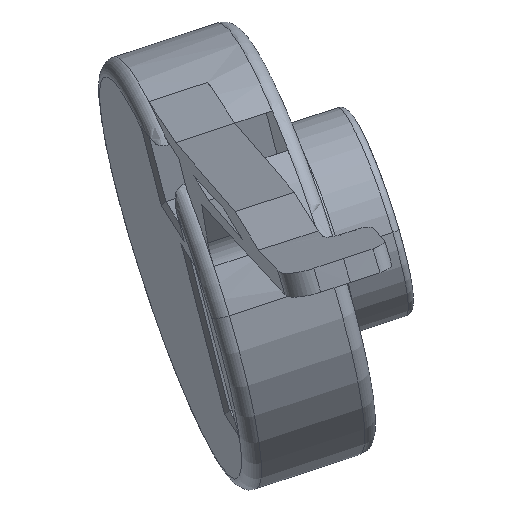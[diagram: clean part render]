
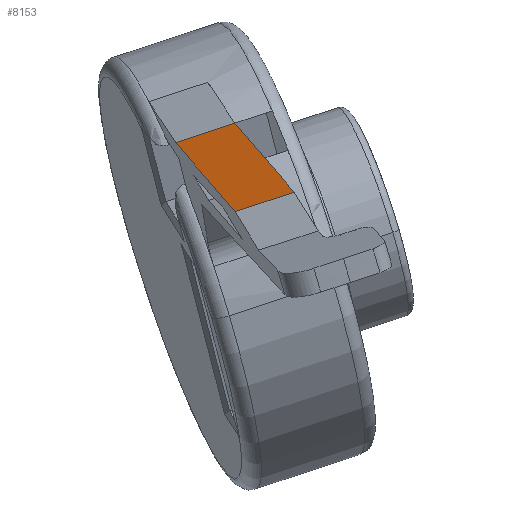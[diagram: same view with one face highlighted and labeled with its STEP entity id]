
A CAD part, left-side view. The second image highlights one B-rep face of the part: STEP entity #8153.
In plain terms, the highlighted planar face has unit normal (-0.294, 0.262, 0.919).
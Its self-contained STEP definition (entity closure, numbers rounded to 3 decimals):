
#5139 = PLANE('',#5140);
#5140 = AXIS2_PLACEMENT_3D('',#5141,#5142,#5143);
#5141 = CARTESIAN_POINT('',(5.051,6.201,
    -2.746));
#5142 = DIRECTION('',(0.129,-0.942,0.31));
#5143 = DIRECTION('',(0.963,0.193,0.188));
#5259 = PLANE('',#5260);
#5260 = AXIS2_PLACEMENT_3D('',#5261,#5262,#5263);
#5261 = CARTESIAN_POINT('',(-3.696,4.753,
    9.405));
#5262 = DIRECTION('',(-0.426,0.229,0.875));
#5263 = DIRECTION('',(-0.896,-0.245,-0.371));
#5310 = PLANE('',#5311);
#5311 = AXIS2_PLACEMENT_3D('',#5312,#5313,#5314);
#5312 = CARTESIAN_POINT('',(5.566,2.433,
    -1.508));
#5313 = DIRECTION('',(0.129,-0.942,0.31));
#5314 = DIRECTION('',(0.963,0.193,0.188));
#6826 = VERTEX_POINT('',#6827);
#6827 = CARTESIAN_POINT('',(-10.503,6.804,
    5.557));
#6848 = EDGE_CURVE('',#6849,#6826,#6851,.T.);
#6849 = VERTEX_POINT('',#6850);
#6850 = CARTESIAN_POINT('',(-27.586,3.028,
    1.172));
#6851 = SURFACE_CURVE('',#6852,(#6856,#6863),.PCURVE_S1.);
#6852 = LINE('',#6853,#6854);
#6853 = CARTESIAN_POINT('',(-27.586,3.028,
    1.172));
#6854 = VECTOR('',#6855,1.);
#6855 = DIRECTION('',(0.947,0.209,0.243));
#6856 = PCURVE('',#5139,#6857);
#6857 = DEFINITIONAL_REPRESENTATION('',(#6858),#6862);
#6858 = LINE('',#6859,#6860);
#6859 = CARTESIAN_POINT('',(-31.307,10.511));
#6860 = VECTOR('',#6861,1.);
#6861 = DIRECTION('',(0.998,0.06));
#6862 = ( GEOMETRIC_REPRESENTATION_CONTEXT(2) 
PARAMETRIC_REPRESENTATION_CONTEXT() REPRESENTATION_CONTEXT('2D SPACE',''
  ) );
#6863 = PCURVE('',#6864,#6869);
#6864 = PLANE('',#6865);
#6865 = AXIS2_PLACEMENT_3D('',#6866,#6867,#6868);
#6866 = CARTESIAN_POINT('',(-9.987,3.035,
    6.795));
#6867 = DIRECTION('',(-0.294,0.262,0.919));
#6868 = DIRECTION('',(-0.947,-0.209,-0.243));
#6869 = DEFINITIONAL_REPRESENTATION('',(#6870),#6874);
#6870 = LINE('',#6871,#6872);
#6871 = CARTESIAN_POINT('',(18.037,-4.));
#6872 = VECTOR('',#6873,1.);
#6873 = DIRECTION('',(-1.,0.));
#6874 = ( GEOMETRIC_REPRESENTATION_CONTEXT(2) 
PARAMETRIC_REPRESENTATION_CONTEXT() REPRESENTATION_CONTEXT('2D SPACE',''
  ) );
#6892 = PLANE('',#6893);
#6893 = AXIS2_PLACEMENT_3D('',#6894,#6895,#6896);
#6894 = CARTESIAN_POINT('',(-32.232,-2.257,
    -0.057));
#6895 = DIRECTION('',(-0.472,0.216,0.855));
#6896 = DIRECTION('',(-0.872,-0.256,-0.417));
#8110 = EDGE_CURVE('',#6849,#8111,#8113,.T.);
#8111 = VERTEX_POINT('',#8112);
#8112 = CARTESIAN_POINT('',(-27.071,-0.74,
    2.41));
#8113 = SURFACE_CURVE('',#8114,(#8118,#8125),.PCURVE_S1.);
#8114 = LINE('',#8115,#8116);
#8115 = CARTESIAN_POINT('',(-27.586,3.028,
    1.172));
#8116 = VECTOR('',#8117,1.);
#8117 = DIRECTION('',(0.129,-0.942,0.31));
#8118 = PCURVE('',#6892,#8119);
#8119 = DEFINITIONAL_REPRESENTATION('',(#8120),#8124);
#8120 = LINE('',#8121,#8122);
#8121 = CARTESIAN_POINT('',(-5.919,-4.));
#8122 = VECTOR('',#8123,1.);
#8123 = DIRECTION('',(0.,1.));
#8124 = ( GEOMETRIC_REPRESENTATION_CONTEXT(2) 
PARAMETRIC_REPRESENTATION_CONTEXT() REPRESENTATION_CONTEXT('2D SPACE',''
  ) );
#8125 = PCURVE('',#6864,#8126);
#8126 = DEFINITIONAL_REPRESENTATION('',(#8127),#8131);
#8127 = LINE('',#8128,#8129);
#8128 = CARTESIAN_POINT('',(18.037,-4.));
#8129 = VECTOR('',#8130,1.);
#8130 = DIRECTION('',(0.,1.));
#8131 = ( GEOMETRIC_REPRESENTATION_CONTEXT(2) 
PARAMETRIC_REPRESENTATION_CONTEXT() REPRESENTATION_CONTEXT('2D SPACE',''
  ) );
#8153 = ADVANCED_FACE('',(#8154),#6864,.T.);
#8154 = FACE_BOUND('',#8155,.F.);
#8155 = EDGE_LOOP('',(#8156,#8157,#8180,#8201));
#8156 = ORIENTED_EDGE('',*,*,#6848,.T.);
#8157 = ORIENTED_EDGE('',*,*,#8158,.T.);
#8158 = EDGE_CURVE('',#6826,#8159,#8161,.T.);
#8159 = VERTEX_POINT('',#8160);
#8160 = CARTESIAN_POINT('',(-9.987,3.035,
    6.795));
#8161 = SURFACE_CURVE('',#8162,(#8166,#8173),.PCURVE_S1.);
#8162 = LINE('',#8163,#8164);
#8163 = CARTESIAN_POINT('',(-10.503,6.804,
    5.557));
#8164 = VECTOR('',#8165,1.);
#8165 = DIRECTION('',(0.129,-0.942,0.31));
#8166 = PCURVE('',#6864,#8167);
#8167 = DEFINITIONAL_REPRESENTATION('',(#8168),#8172);
#8168 = LINE('',#8169,#8170);
#8169 = CARTESIAN_POINT('',(0.,-4.));
#8170 = VECTOR('',#8171,1.);
#8171 = DIRECTION('',(0.,1.));
#8172 = ( GEOMETRIC_REPRESENTATION_CONTEXT(2) 
PARAMETRIC_REPRESENTATION_CONTEXT() REPRESENTATION_CONTEXT('2D SPACE',''
  ) );
#8173 = PCURVE('',#5259,#8174);
#8174 = DEFINITIONAL_REPRESENTATION('',(#8175),#8179);
#8175 = LINE('',#8176,#8177);
#8176 = CARTESIAN_POINT('',(7.024,-4.));
#8177 = VECTOR('',#8178,1.);
#8178 = DIRECTION('',(0.,1.));
#8179 = ( GEOMETRIC_REPRESENTATION_CONTEXT(2) 
PARAMETRIC_REPRESENTATION_CONTEXT() REPRESENTATION_CONTEXT('2D SPACE',''
  ) );
#8180 = ORIENTED_EDGE('',*,*,#8181,.T.);
#8181 = EDGE_CURVE('',#8159,#8111,#8182,.T.);
#8182 = SURFACE_CURVE('',#8183,(#8187,#8194),.PCURVE_S1.);
#8183 = LINE('',#8184,#8185);
#8184 = CARTESIAN_POINT('',(-9.987,3.035,
    6.795));
#8185 = VECTOR('',#8186,1.);
#8186 = DIRECTION('',(-0.947,-0.209,-0.243));
#8187 = PCURVE('',#6864,#8188);
#8188 = DEFINITIONAL_REPRESENTATION('',(#8189),#8193);
#8189 = LINE('',#8190,#8191);
#8190 = CARTESIAN_POINT('',(0.,0.));
#8191 = VECTOR('',#8192,1.);
#8192 = DIRECTION('',(1.,0.));
#8193 = ( GEOMETRIC_REPRESENTATION_CONTEXT(2) 
PARAMETRIC_REPRESENTATION_CONTEXT() REPRESENTATION_CONTEXT('2D SPACE',''
  ) );
#8194 = PCURVE('',#5310,#8195);
#8195 = DEFINITIONAL_REPRESENTATION('',(#8196),#8200);
#8196 = LINE('',#8197,#8198);
#8197 = CARTESIAN_POINT('',(-13.302,11.587));
#8198 = VECTOR('',#8199,1.);
#8199 = DIRECTION('',(-0.998,-0.06));
#8200 = ( GEOMETRIC_REPRESENTATION_CONTEXT(2) 
PARAMETRIC_REPRESENTATION_CONTEXT() REPRESENTATION_CONTEXT('2D SPACE',''
  ) );
#8201 = ORIENTED_EDGE('',*,*,#8110,.F.);
